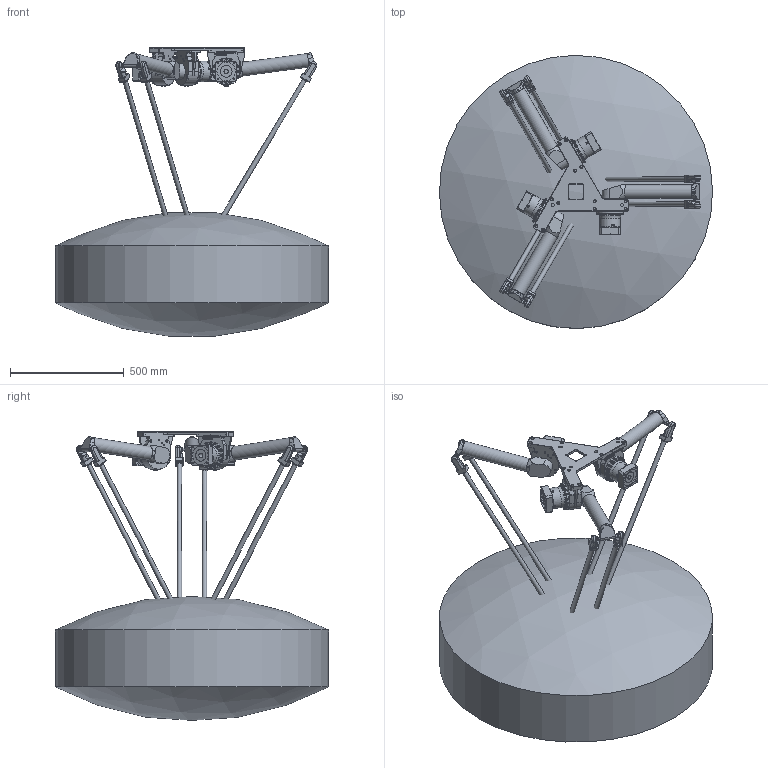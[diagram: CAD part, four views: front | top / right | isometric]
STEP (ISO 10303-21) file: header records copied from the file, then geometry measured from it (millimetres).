
FILE_DESCRIPTION(/* description */ ('Norm.iam Teamplte'),/* implementation_level */ '2;1');
FILE_NAME(/* name */ '3D-model_AL_00015.stp',/* time_stamp */ '2025-03-14T13:58:54+01:00',/* author */ ('lars.merkel'),/* organization */ (''),/* preprocessor_version */ 'ST-DEVELOPER v19.2',/* originating_system */ 'Autodesk Inventor 2023',/* authorisation */ '');
FILE_SCHEMA (('AUTOMOTIVE_DESIGN { 1 0 10303 214 3 1 1 }'));
Length unit declared in the file: millimetre
Products named in the file (6): AL_00015_Dummy DELTA Robotermechanik RL3-1200-6kg; MT_WST00110487; MT_WST00115536 Roboterkopf_DUMMY; MT_WST00115466 Oberarm_DUMMY; MT_WST00115464 Unterarm_DUMMY; MT_WST00119179 Werkzeugträger
Assembly tree (12 placements, depth 2):
  AL_00015_Dummy DELTA Robotermechanik RL3-1200-6kg
    MT_WST00110487
    MT_WST00115536 Roboterkopf_DUMMY
    MT_WST00115464 Unterarm_DUMMY  x6
    MT_WST00115466 Oberarm_DUMMY  x3
    MT_WST00119179 Werkzeugträger
Bounding box: 1199.92 x 1199.92 x 1265.75 mm (x, y, z)
Volume: 467731305.8 mm3; surface area: 4621325.9 mm2
Topology: 12 solids, 66 shells, 3568 faces, 8586 edges, 5461 vertices
Faces by surface type: plane 1912, cylinder 805, cone 354, bspline 243, torus 228, sphere 26
Full cylindrical faces by diameter (mm): 3 x12, 4.917 x25, 5 x48, 5.5 x48, 5.8 x4, 6 x4, 6.647 x9, 7 x12, 8.5 x48, 9.8 x3, 10 x3, 10.106 x12, 12 x1, 13.5 x12, 15 x12, 17 x3, 18 x3, 19 x6, 20 x6, 32 x12, 40 x1, 52 x3, 59.99 x3, 60 x3, 63 x3, 70 x6, 80 x1, 81 x3, 90 x6, 91 x6
Entity records: 92907 total; most frequent: CARTESIAN_POINT 25140, ORIENTED_EDGE 13324, DIRECTION 13253, EDGE_CURVE 6662, AXIS2_PLACEMENT_3D 4681, VERTEX_POINT 4336, LINE 3891, VECTOR 3891
